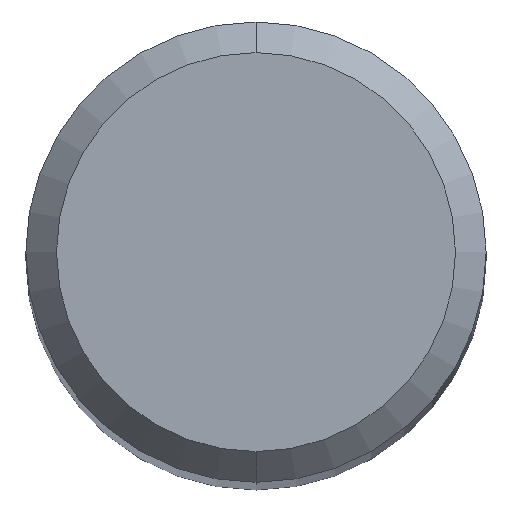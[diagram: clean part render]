
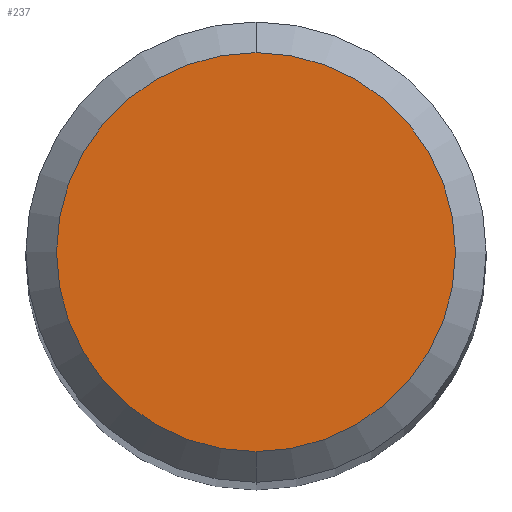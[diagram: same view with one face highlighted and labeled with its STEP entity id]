
A CAD part, top view. The second image highlights one B-rep face of the part: STEP entity #237.
In plain terms, the highlighted planar face has unit normal (0, 0, 1).
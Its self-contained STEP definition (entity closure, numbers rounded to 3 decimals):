
#237=ADVANCED_FACE('',(#566),#567,.T.);
#247=EDGE_CURVE('',#303,#471,#577,.T.);
#303=VERTEX_POINT('',#640);
#347=EDGE_CURVE('',#471,#303,#687,.T.);
#471=VERTEX_POINT('',#822);
#566=FACE_OUTER_BOUND('',#1011,.T.);
#567=PLANE('',#1012);
#577=CIRCLE('',#1027,2.6);
#640=CARTESIAN_POINT('',(0.,-2.6,0.0));
#687=CIRCLE('',#1200,2.6);
#822=CARTESIAN_POINT('',(0.0,2.6,0.0));
#1011=EDGE_LOOP('',(#1584,#1585));
#1012=AXIS2_PLACEMENT_3D('',#1586,#1587,#1588);
#1027=AXIS2_PLACEMENT_3D('',#1596,#1597,#1598);
#1200=AXIS2_PLACEMENT_3D('',#1707,#1708,#1709);
#1584=ORIENTED_EDGE('',*,*,#347,.F.);
#1585=ORIENTED_EDGE('',*,*,#247,.F.);
#1586=CARTESIAN_POINT('',(0.0,1.3,0.0));
#1587=DIRECTION('',(-0.0,0.0,1.0));
#1588=DIRECTION('',(0.0,-1.0,0.0));
#1596=CARTESIAN_POINT('',(0.0,0.0,0.0));
#1597=DIRECTION('',(0.0,0.0,-1.0));
#1598=DIRECTION('',(0.0,1.0,0.0));
#1707=CARTESIAN_POINT('',(0.0,0.0,0.0));
#1708=DIRECTION('',(0.0,0.0,-1.0));
#1709=DIRECTION('',(0.0,1.0,0.0));
